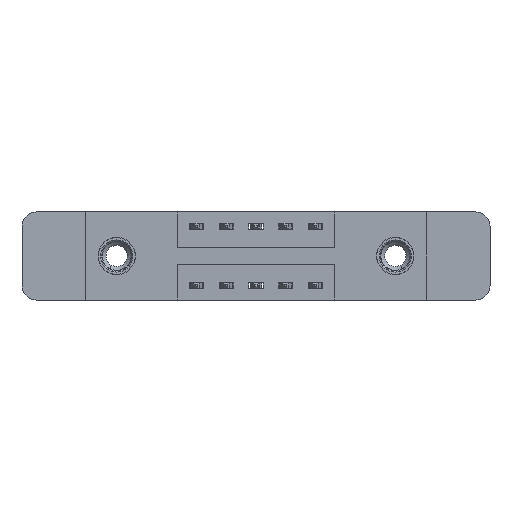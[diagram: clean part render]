
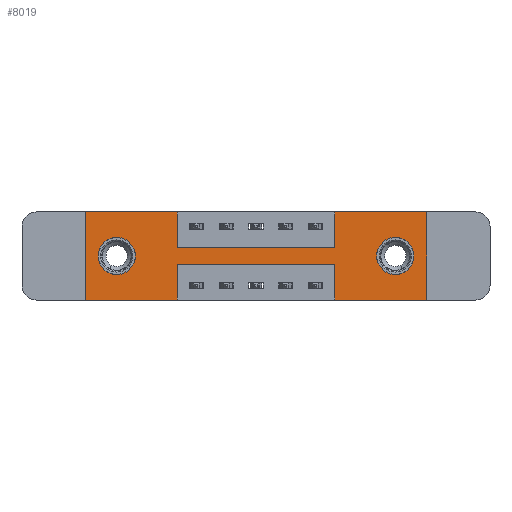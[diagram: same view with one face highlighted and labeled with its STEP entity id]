
A CAD part, front view. The second image highlights one B-rep face of the part: STEP entity #8019.
In plain terms, the highlighted planar face has unit normal (0, -1, 0).
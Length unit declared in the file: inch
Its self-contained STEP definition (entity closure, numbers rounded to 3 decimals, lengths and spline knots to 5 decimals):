
#87 = LINE ( 'NONE', #4986, #12583 ) ;
#222 = VERTEX_POINT ( 'NONE', #2023 ) ;
#262 = CARTESIAN_POINT ( 'NONE',  ( 1.0475, 0., -0.37 ) ) ;
#265 = VERTEX_POINT ( 'NONE', #7122 ) ;
#415 = CARTESIAN_POINT ( 'NONE',  ( 0., 0., 0. ) ) ;
#432 = ORIENTED_EDGE ( 'NONE', *, *, #9698, .F. ) ;
#505 = VERTEX_POINT ( 'NONE', #6678 ) ;
#630 = VECTOR ( 'NONE', #2776, 39.37008 ) ;
#990 = ORIENTED_EDGE ( 'NONE', *, *, #13449, .F. ) ;
#1826 = EDGE_CURVE ( 'NONE', #4574, #265, #10580, .T. ) ;
#1864 = CARTESIAN_POINT ( 'NONE',  ( 0.1325, 0., -0.185 ) ) ;
#1945 = VERTEX_POINT ( 'NONE', #7506 ) ;
#1948 = ORIENTED_EDGE ( 'NONE', *, *, #10047, .T. ) ;
#2023 = CARTESIAN_POINT ( 'NONE',  ( 0., 0., 0. ) ) ;
#2150 = DIRECTION ( 'NONE',  ( 0., 0., 1. ) ) ;
#2265 = EDGE_CURVE ( 'NONE', #6593, #3322, #7982, .T. ) ;
#2377 = FACE_BOUND ( 'NONE', #6066, .T. ) ;
#2386 = DIRECTION ( 'NONE',  ( 0., 0., 1. ) ) ;
#2659 = VECTOR ( 'NONE', #11214, 39.37008 ) ;
#2776 = DIRECTION ( 'NONE',  ( -1., 0., 0. ) ) ;
#2832 = CARTESIAN_POINT ( 'NONE',  ( 1.3025, 0., -0.185 ) ) ;
#2848 = DIRECTION ( 'NONE',  ( 0., -1., 0. ) ) ;
#2904 = CARTESIAN_POINT ( 'NONE',  ( 0., 0., -0.37 ) ) ;
#3128 = DIRECTION ( 'NONE',  ( 0., 0., -1. ) ) ;
#3135 = VECTOR ( 'NONE', #5364, 39.37008 ) ;
#3192 = CARTESIAN_POINT ( 'NONE',  ( 1.0475, 0., -0.22 ) ) ;
#3239 = EDGE_CURVE ( 'NONE', #265, #13412, #9229, .T. ) ;
#3253 = DIRECTION ( 'NONE',  ( 0., 1., 0. ) ) ;
#3322 = VERTEX_POINT ( 'NONE', #9744 ) ;
#3368 = EDGE_CURVE ( 'NONE', #7226, #8504, #5921, .T. ) ;
#3391 = EDGE_CURVE ( 'NONE', #3322, #6593, #11371, .T. ) ;
#3518 = ORIENTED_EDGE ( 'NONE', *, *, #1826, .F. ) ;
#3521 = DIRECTION ( 'NONE',  ( 1., 0., 0. ) ) ;
#3535 = ORIENTED_EDGE ( 'NONE', *, *, #3239, .F. ) ;
#3705 = DIRECTION ( 'NONE',  ( 0., 1., 0. ) ) ;
#3814 = ORIENTED_EDGE ( 'NONE', *, *, #10992, .T. ) ;
#3848 = DIRECTION ( 'NONE',  ( 0., 1., 0. ) ) ;
#3959 = ORIENTED_EDGE ( 'NONE', *, *, #2265, .T. ) ;
#4176 = CARTESIAN_POINT ( 'NONE',  ( 0.3875, 0., -0.37 ) ) ;
#4246 = VERTEX_POINT ( 'NONE', #8189 ) ;
#4392 = AXIS2_PLACEMENT_3D ( 'NONE', #13352, #2848, #9227 ) ;
#4469 = DIRECTION ( 'NONE',  ( 0., 0., 1. ) ) ;
#4574 = VERTEX_POINT ( 'NONE', #5230 ) ;
#4673 = EDGE_CURVE ( 'NONE', #11516, #505, #8158, .T. ) ;
#4842 = DIRECTION ( 'NONE',  ( -1., 0., 0. ) ) ;
#4986 = CARTESIAN_POINT ( 'NONE',  ( 0., 0., 0. ) ) ;
#4997 = CARTESIAN_POINT ( 'NONE',  ( 1.0475, 0., -0.15 ) ) ;
#5075 = LINE ( 'NONE', #7865, #7666 ) ;
#5149 = CARTESIAN_POINT ( 'NONE',  ( 0.3875, 0., -0.15 ) ) ;
#5178 = DIRECTION ( 'NONE',  ( 0., 0., -1. ) ) ;
#5230 = CARTESIAN_POINT ( 'NONE',  ( 1.0475, 0., 0. ) ) ;
#5364 = DIRECTION ( 'NONE',  ( 1., 0., 0. ) ) ;
#5434 = LINE ( 'NONE', #7616, #5746 ) ;
#5746 = VECTOR ( 'NONE', #2386, 39.37008 ) ;
#5748 = CARTESIAN_POINT ( 'NONE',  ( 0.1325, 0., -0.107 ) ) ;
#5809 = DIRECTION ( 'NONE',  ( 0., 0., -1. ) ) ;
#5901 = VERTEX_POINT ( 'NONE', #6910 ) ;
#5921 = LINE ( 'NONE', #6927, #630 ) ;
#6035 = AXIS2_PLACEMENT_3D ( 'NONE', #8403, #3253, #3128 ) ;
#6040 = CARTESIAN_POINT ( 'NONE',  ( 0., 0., -0.37 ) ) ;
#6066 = EDGE_LOOP ( 'NONE', ( #3814, #1948 ) ) ;
#6542 = CARTESIAN_POINT ( 'NONE',  ( 1.3025, 0., -0.107 ) ) ;
#6547 = VECTOR ( 'NONE', #5178, 39.37008 ) ;
#6577 = EDGE_LOOP ( 'NONE', ( #3959, #12756 ) ) ;
#6593 = VERTEX_POINT ( 'NONE', #5748 ) ;
#6614 = ORIENTED_EDGE ( 'NONE', *, *, #8668, .F. ) ;
#6678 = CARTESIAN_POINT ( 'NONE',  ( 0., 0., -0.37 ) ) ;
#6779 = LINE ( 'NONE', #262, #7247 ) ;
#6910 = CARTESIAN_POINT ( 'NONE',  ( 1.3025, 0., -0.263 ) ) ;
#6927 = CARTESIAN_POINT ( 'NONE',  ( 0.3875, 0., -0.22 ) ) ;
#7122 = CARTESIAN_POINT ( 'NONE',  ( 1.435, 0., 0. ) ) ;
#7226 = VERTEX_POINT ( 'NONE', #3192 ) ;
#7247 = VECTOR ( 'NONE', #4469, 39.37008 ) ;
#7313 = CARTESIAN_POINT ( 'NONE',  ( 0.1325, 0., -0.185 ) ) ;
#7372 = ORIENTED_EDGE ( 'NONE', *, *, #11048, .F. ) ;
#7487 = AXIS2_PLACEMENT_3D ( 'NONE', #7313, #7496, #2150 ) ;
#7496 = DIRECTION ( 'NONE',  ( 0., 1., 0. ) ) ;
#7506 = CARTESIAN_POINT ( 'NONE',  ( 0.3875, 0., 0. ) ) ;
#7616 = CARTESIAN_POINT ( 'NONE',  ( 1.0475, 0., 0. ) ) ;
#7666 = VECTOR ( 'NONE', #5809, 39.37008 ) ;
#7668 = CARTESIAN_POINT ( 'NONE',  ( 0.3875, 0., -0.22 ) ) ;
#7840 = VECTOR ( 'NONE', #3521, 39.37008 ) ;
#7865 = CARTESIAN_POINT ( 'NONE',  ( 0.3875, 0., 0. ) ) ;
#7886 = LINE ( 'NONE', #4176, #6547 ) ;
#7956 = ORIENTED_EDGE ( 'NONE', *, *, #3368, .F. ) ;
#7982 = CIRCLE ( 'NONE', #7487, 0.078 ) ;
#8019 = ADVANCED_FACE ( 'NONE', ( #2377, #10987, #9522 ), #9063, .T. ) ;
#8158 = LINE ( 'NONE', #6040, #2659 ) ;
#8189 = CARTESIAN_POINT ( 'NONE',  ( 1.0475, 0., -0.37 ) ) ;
#8352 = VERTEX_POINT ( 'NONE', #12433 ) ;
#8403 = CARTESIAN_POINT ( 'NONE',  ( 1.3025, 0., -0.185 ) ) ;
#8428 = CARTESIAN_POINT ( 'NONE',  ( 1.435, 0., -0.37 ) ) ;
#8504 = VERTEX_POINT ( 'NONE', #7668 ) ;
#8554 = EDGE_CURVE ( 'NONE', #4246, #7226, #6779, .T. ) ;
#8617 = ORIENTED_EDGE ( 'NONE', *, *, #11272, .F. ) ;
#8668 = EDGE_CURVE ( 'NONE', #13412, #4246, #10698, .T. ) ;
#8882 = VECTOR ( 'NONE', #9119, 39.37008 ) ;
#9063 = PLANE ( 'NONE',  #4392 ) ;
#9119 = DIRECTION ( 'NONE',  ( 0., 0., 1. ) ) ;
#9205 = VERTEX_POINT ( 'NONE', #6542 ) ;
#9227 = DIRECTION ( 'NONE',  ( 0., 0., -1. ) ) ;
#9229 = LINE ( 'NONE', #12722, #10215 ) ;
#9522 = FACE_OUTER_BOUND ( 'NONE', #11305, .T. ) ;
#9559 = VECTOR ( 'NONE', #4842, 39.37008 ) ;
#9698 = EDGE_CURVE ( 'NONE', #8352, #11865, #11755, .T. ) ;
#9744 = CARTESIAN_POINT ( 'NONE',  ( 0.1325, 0., -0.263 ) ) ;
#10047 = EDGE_CURVE ( 'NONE', #5901, #9205, #11588, .T. ) ;
#10071 = DIRECTION ( 'NONE',  ( 0., 0., -1. ) ) ;
#10215 = VECTOR ( 'NONE', #10546, 39.37008 ) ;
#10546 = DIRECTION ( 'NONE',  ( 0., 0., -1. ) ) ;
#10580 = LINE ( 'NONE', #415, #7840 ) ;
#10698 = LINE ( 'NONE', #2904, #9559 ) ;
#10855 = AXIS2_PLACEMENT_3D ( 'NONE', #2832, #3705, #10071 ) ;
#10919 = EDGE_CURVE ( 'NONE', #1945, #8352, #5075, .T. ) ;
#10967 = LINE ( 'NONE', #11363, #8882 ) ;
#10987 = FACE_BOUND ( 'NONE', #6577, .T. ) ;
#10992 = EDGE_CURVE ( 'NONE', #9205, #5901, #12919, .T. ) ;
#11043 = EDGE_CURVE ( 'NONE', #222, #1945, #87, .T. ) ;
#11048 = EDGE_CURVE ( 'NONE', #505, #222, #10967, .T. ) ;
#11214 = DIRECTION ( 'NONE',  ( -1., 0., 0. ) ) ;
#11265 = DIRECTION ( 'NONE',  ( 1., 0., 0. ) ) ;
#11272 = EDGE_CURVE ( 'NONE', #8504, #11516, #7886, .T. ) ;
#11305 = EDGE_LOOP ( 'NONE', ( #8617, #7956, #11622, #6614, #3535, #3518, #990, #432, #11659, #12858, #7372, #13446 ) ) ;
#11363 = CARTESIAN_POINT ( 'NONE',  ( 0., 0., 0. ) ) ;
#11371 = CIRCLE ( 'NONE', #11770, 0.078 ) ;
#11516 = VERTEX_POINT ( 'NONE', #11844 ) ;
#11588 = CIRCLE ( 'NONE', #6035, 0.078 ) ;
#11622 = ORIENTED_EDGE ( 'NONE', *, *, #8554, .F. ) ;
#11659 = ORIENTED_EDGE ( 'NONE', *, *, #10919, .F. ) ;
#11755 = LINE ( 'NONE', #5149, #3135 ) ;
#11770 = AXIS2_PLACEMENT_3D ( 'NONE', #1864, #3848, #12164 ) ;
#11844 = CARTESIAN_POINT ( 'NONE',  ( 0.3875, 0., -0.37 ) ) ;
#11865 = VERTEX_POINT ( 'NONE', #4997 ) ;
#12164 = DIRECTION ( 'NONE',  ( 0., 0., 1. ) ) ;
#12433 = CARTESIAN_POINT ( 'NONE',  ( 0.3875, 0., -0.15 ) ) ;
#12583 = VECTOR ( 'NONE', #11265, 39.37008 ) ;
#12722 = CARTESIAN_POINT ( 'NONE',  ( 1.435, 0., 0. ) ) ;
#12756 = ORIENTED_EDGE ( 'NONE', *, *, #3391, .T. ) ;
#12858 = ORIENTED_EDGE ( 'NONE', *, *, #11043, .F. ) ;
#12919 = CIRCLE ( 'NONE', #10855, 0.078 ) ;
#13352 = CARTESIAN_POINT ( 'NONE',  ( 0., 0., -0.37 ) ) ;
#13412 = VERTEX_POINT ( 'NONE', #8428 ) ;
#13446 = ORIENTED_EDGE ( 'NONE', *, *, #4673, .F. ) ;
#13449 = EDGE_CURVE ( 'NONE', #11865, #4574, #5434, .T. ) ;
